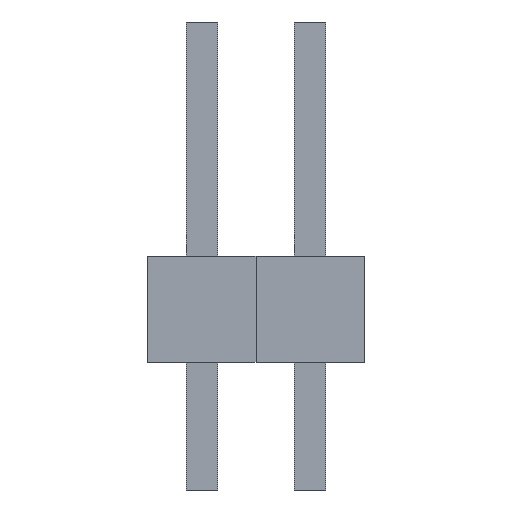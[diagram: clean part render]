
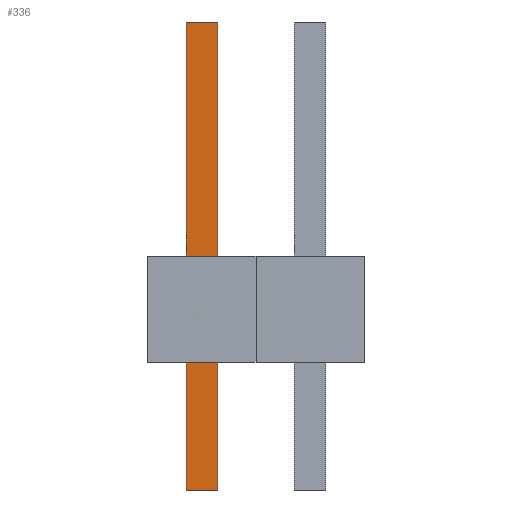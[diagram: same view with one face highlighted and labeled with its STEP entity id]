
A CAD part, front view. The second image highlights one B-rep face of the part: STEP entity #336.
In plain terms, the highlighted planar face has unit normal (0, -1, 0).
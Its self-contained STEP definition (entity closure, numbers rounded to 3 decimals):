
#13=DIRECTION('',(0.,0.,1.));
#14=DIRECTION('',(1.,0.,0.));
#177=VECTOR('',#13,1.);
#184=DIRECTION('',(0.,1.,0.));
#226=VECTOR('',#14,1.);
#290=EDGE_CURVE('',#291,#293,#295,.T.);
#291=VERTEX_POINT('',#292);
#292=CARTESIAN_POINT('',(-0.371,-0.371,-3.));
#293=VERTEX_POINT('',#294);
#294=CARTESIAN_POINT('',(-0.371,-0.371,8.));
#295=LINE('',#292,#177);
#314=ORIENTED_EDGE('',*,*,#315,.F.);
#315=EDGE_CURVE('',#316,#318,#320,.T.);
#316=VERTEX_POINT('',#317);
#317=CARTESIAN_POINT('',(0.371,-0.371,-3.));
#318=VERTEX_POINT('',#319);
#319=CARTESIAN_POINT('',(0.371,-0.371,8.));
#320=LINE('',#317,#177);
#336=ADVANCED_FACE('',(#337),#346,.F.);
#337=FACE_BOUND('',#338,.F.);
#338=EDGE_LOOP('',(#339,#342,#343,#314));
#339=ORIENTED_EDGE('',*,*,#340,.F.);
#340=EDGE_CURVE('',#291,#316,#341,.T.);
#341=LINE('',#292,#226);
#342=ORIENTED_EDGE('',*,*,#290,.T.);
#343=ORIENTED_EDGE('',*,*,#344,.T.);
#344=EDGE_CURVE('',#293,#318,#345,.T.);
#345=LINE('',#294,#226);
#346=PLANE('',#347);
#347=AXIS2_PLACEMENT_3D('',#292,#184,#13);
